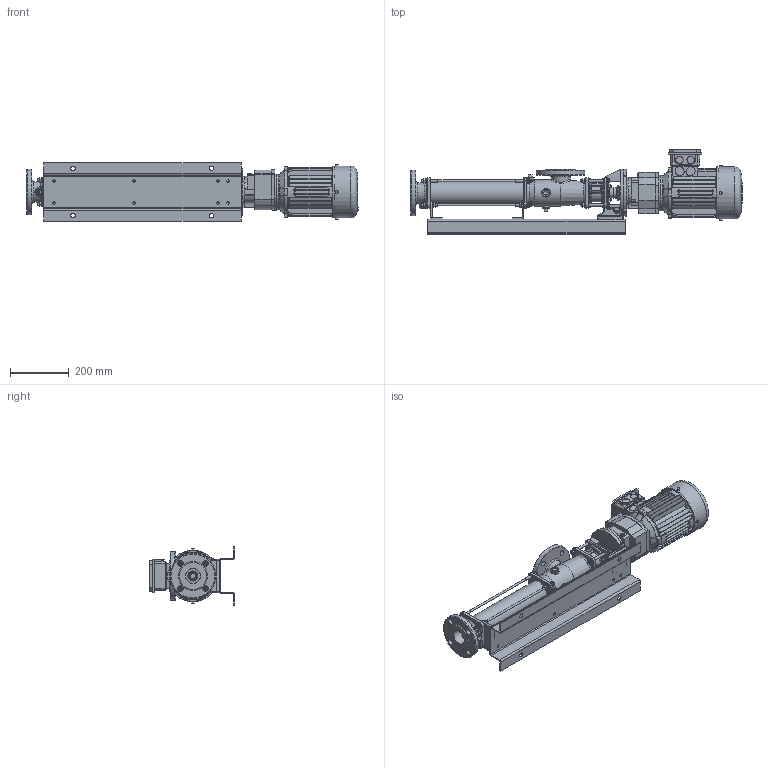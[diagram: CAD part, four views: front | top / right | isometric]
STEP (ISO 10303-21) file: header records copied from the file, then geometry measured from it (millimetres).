
FILE_DESCRIPTION(('STEP AP203'), '1');
FILE_NAME('Ñáîðêà ÂÍÕ 541', '', ('UNSPECIFIED'), ('UNSPECIFIED'), 'C3D Converter', 'C3D Toolkit', '');
FILE_SCHEMA(('CONFIG_CONTROL_DESIGN'));
Length unit declared in the file: millimetre
Products named in the file (3): RLCB-541
Assembly tree (2 placements, depth 2):
  (unnamed)
    RLCB-541
    (unnamed)
Bounding box: 1125.5 x 288.5 x 198 mm (x, y, z)
Volume: 10380580.4 mm3; surface area: 1631312 mm2
Topology: 83 solids, 97 shells, 2596 faces, 6631 edges, 4258 vertices
Faces by surface type: plane 1113, cylinder 755, cone 452, torus 196, bspline 62, sphere 18
Full cylindrical faces by diameter (mm): 3.2 x1, 4.99 x4, 4.995 x1, 5 x9, 6 x4, 6.2 x2, 6.4 x7, 6.8 x20, 7 x4, 8 x38, 8.5 x8, 9 x16, 9.5 x4, 10 x20, 12 x7, 12.5 x3, 12.972 x1, 13 x2, 14.8 x16, 15 x6, 16.5 x1, 17 x16, 17.5 x1, 18 x4, 19 x5, 20 x4, 25 x2, 25.5 x2, 27 x3, 28 x1
Entity records: 123872 total; most frequent: CARTESIAN_POINT 41931, DIRECTION 12377, ORIENTED_EDGE 12280, EDGE_CURVE 6140, AXIS2_PLACEMENT_3D 4968, VERTEX_POINT 4234, EDGE_LOOP 3318, FACE_BOUND 2908
